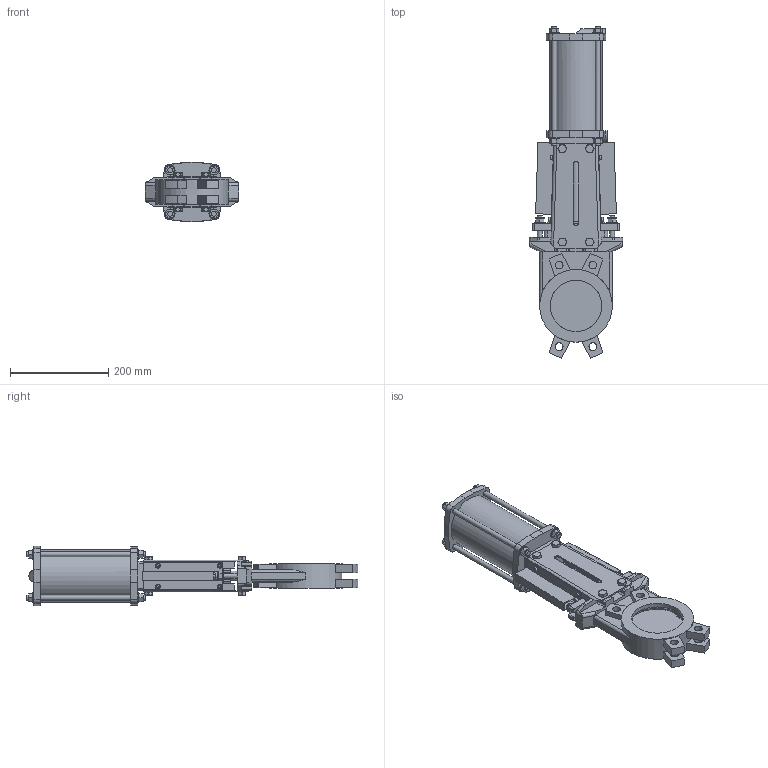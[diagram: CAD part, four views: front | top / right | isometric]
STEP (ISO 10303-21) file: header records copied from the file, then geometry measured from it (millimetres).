
FILE_DESCRIPTION( ( 'Unknown' ), '1' );
FILE_NAME( 'Stoffschieber DW- DN100.stp', 'Unknown', ( 'Unknown' ), ( 'Unknown' ), 'PSStep 13.0', 'Unknown', ' ' );
FILE_SCHEMA( ( 'AUTOMOTIVE_DESIGN { 1 0 10303 214 1 1 1 1 }' ) );
Length unit declared in the file: millimetre
Products named in the file (1): VG P DN100
Bounding box: 190 x 676.16 x 121.5 mm (x, y, z)
Volume: 2310370.3 mm3; surface area: 561976 mm2
Topology: 1 solids, 14 shells, 845 faces, 2158 edges, 1431 vertices
Faces by surface type: plane 556, cylinder 166, cone 101, extrusion 18, torus 4
Full cylindrical faces by diameter (mm): 5 x8, 5.5 x8, 8.72 x8, 10 x28, 11 x4, 14 x2, 16 x8, 20 x9, 22 x2, 100 x3, 100.2 x1, 104 x1, 105 x1, 107 x1, 114 x1, 127 x1, 148 x1
Entity records: 33127 total; most frequent: CARTESIAN_POINT 6522, ORIENTED_EDGE 4068, DIRECTION 3873, EDGE_CURVE 2034, VERTEX_POINT 1401, VECTOR 1305, LINE 1287, AXIS2_PLACEMENT_3D 1284
